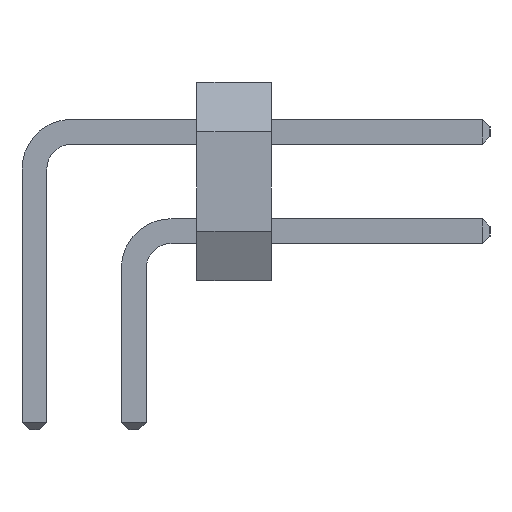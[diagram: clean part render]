
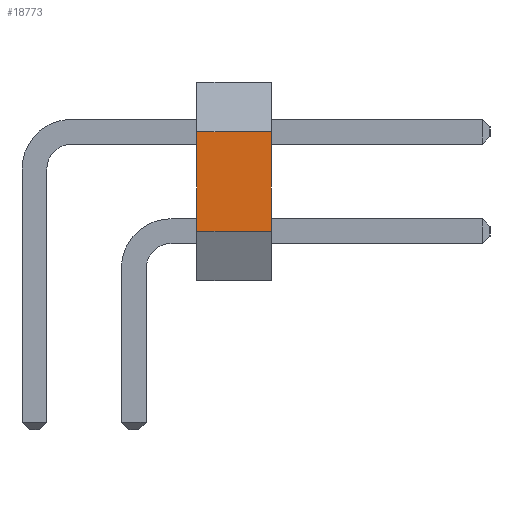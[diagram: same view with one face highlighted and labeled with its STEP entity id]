
A CAD part, left-side view. The second image highlights one B-rep face of the part: STEP entity #18773.
In plain terms, the highlighted planar face has unit normal (-1, 0, 0).
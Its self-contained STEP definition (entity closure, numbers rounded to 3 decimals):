
#18668 = PLANE('',#18669);
#18669 = AXIS2_PLACEMENT_3D('',#18670,#18671,#18672);
#18670 = CARTESIAN_POINT('',(-0.25,0.,0.));
#18671 = DIRECTION('',(0.894,0.,0.447));
#18672 = DIRECTION('',(-0.447,0.,0.894));
#18693 = VERTEX_POINT('',#18694);
#18694 = CARTESIAN_POINT('',(-0.75,1.5,1.));
#18708 = PLANE('',#18709);
#18709 = AXIS2_PLACEMENT_3D('',#18710,#18711,#18712);
#18710 = CARTESIAN_POINT('',(-0.25,1.5,0.));
#18711 = DIRECTION('',(0.,-1.,0.));
#18712 = DIRECTION('',(0.,0.,-1.));
#18720 = EDGE_CURVE('',#18721,#18693,#18723,.T.);
#18721 = VERTEX_POINT('',#18722);
#18722 = CARTESIAN_POINT('',(-0.75,0.,1.));
#18723 = SURFACE_CURVE('',#18724,(#18728,#18735),.PCURVE_S1.);
#18724 = LINE('',#18725,#18726);
#18725 = CARTESIAN_POINT('',(-0.75,0.,1.));
#18726 = VECTOR('',#18727,1.);
#18727 = DIRECTION('',(0.,1.,0.));
#18728 = PCURVE('',#18668,#18729);
#18729 = DEFINITIONAL_REPRESENTATION('',(#18730),#18734);
#18730 = LINE('',#18731,#18732);
#18731 = CARTESIAN_POINT('',(1.118,0.));
#18732 = VECTOR('',#18733,1.);
#18733 = DIRECTION('',(0.,-1.));
#18734 = ( GEOMETRIC_REPRESENTATION_CONTEXT(2) 
PARAMETRIC_REPRESENTATION_CONTEXT() REPRESENTATION_CONTEXT('2D SPACE',''
  ) );
#18735 = PCURVE('',#18736,#18741);
#18736 = PLANE('',#18737);
#18737 = AXIS2_PLACEMENT_3D('',#18738,#18739,#18740);
#18738 = CARTESIAN_POINT('',(-0.75,0.,1.));
#18739 = DIRECTION('',(1.,0.,0.));
#18740 = DIRECTION('',(0.,0.,1.));
#18741 = DEFINITIONAL_REPRESENTATION('',(#18742),#18746);
#18742 = LINE('',#18743,#18744);
#18743 = CARTESIAN_POINT('',(0.,0.));
#18744 = VECTOR('',#18745,1.);
#18745 = DIRECTION('',(0.,-1.));
#18746 = ( GEOMETRIC_REPRESENTATION_CONTEXT(2) 
PARAMETRIC_REPRESENTATION_CONTEXT() REPRESENTATION_CONTEXT('2D SPACE',''
  ) );
#18762 = PLANE('',#18763);
#18763 = AXIS2_PLACEMENT_3D('',#18764,#18765,#18766);
#18764 = CARTESIAN_POINT('',(-0.25,0.,0.));
#18765 = DIRECTION('',(0.,-1.,0.));
#18766 = DIRECTION('',(0.,0.,-1.));
#18773 = ADVANCED_FACE('',(#18774),#18736,.F.);
#18774 = FACE_BOUND('',#18775,.F.);
#18775 = EDGE_LOOP('',(#18776,#18777,#18800,#18828));
#18776 = ORIENTED_EDGE('',*,*,#18720,.T.);
#18777 = ORIENTED_EDGE('',*,*,#18778,.T.);
#18778 = EDGE_CURVE('',#18693,#18779,#18781,.T.);
#18779 = VERTEX_POINT('',#18780);
#18780 = CARTESIAN_POINT('',(-0.75,1.5,3.));
#18781 = SURFACE_CURVE('',#18782,(#18786,#18793),.PCURVE_S1.);
#18782 = LINE('',#18783,#18784);
#18783 = CARTESIAN_POINT('',(-0.75,1.5,1.));
#18784 = VECTOR('',#18785,1.);
#18785 = DIRECTION('',(0.,0.,1.));
#18786 = PCURVE('',#18736,#18787);
#18787 = DEFINITIONAL_REPRESENTATION('',(#18788),#18792);
#18788 = LINE('',#18789,#18790);
#18789 = CARTESIAN_POINT('',(0.,-1.5));
#18790 = VECTOR('',#18791,1.);
#18791 = DIRECTION('',(1.,0.));
#18792 = ( GEOMETRIC_REPRESENTATION_CONTEXT(2) 
PARAMETRIC_REPRESENTATION_CONTEXT() REPRESENTATION_CONTEXT('2D SPACE',''
  ) );
#18793 = PCURVE('',#18708,#18794);
#18794 = DEFINITIONAL_REPRESENTATION('',(#18795),#18799);
#18795 = LINE('',#18796,#18797);
#18796 = CARTESIAN_POINT('',(-1.,-0.5));
#18797 = VECTOR('',#18798,1.);
#18798 = DIRECTION('',(-1.,0.));
#18799 = ( GEOMETRIC_REPRESENTATION_CONTEXT(2) 
PARAMETRIC_REPRESENTATION_CONTEXT() REPRESENTATION_CONTEXT('2D SPACE',''
  ) );
#18800 = ORIENTED_EDGE('',*,*,#18801,.F.);
#18801 = EDGE_CURVE('',#18802,#18779,#18804,.T.);
#18802 = VERTEX_POINT('',#18803);
#18803 = CARTESIAN_POINT('',(-0.75,0.,3.));
#18804 = SURFACE_CURVE('',#18805,(#18809,#18816),.PCURVE_S1.);
#18805 = LINE('',#18806,#18807);
#18806 = CARTESIAN_POINT('',(-0.75,0.,3.));
#18807 = VECTOR('',#18808,1.);
#18808 = DIRECTION('',(0.,1.,0.));
#18809 = PCURVE('',#18736,#18810);
#18810 = DEFINITIONAL_REPRESENTATION('',(#18811),#18815);
#18811 = LINE('',#18812,#18813);
#18812 = CARTESIAN_POINT('',(2.,0.));
#18813 = VECTOR('',#18814,1.);
#18814 = DIRECTION('',(0.,-1.));
#18815 = ( GEOMETRIC_REPRESENTATION_CONTEXT(2) 
PARAMETRIC_REPRESENTATION_CONTEXT() REPRESENTATION_CONTEXT('2D SPACE',''
  ) );
#18816 = PCURVE('',#18817,#18822);
#18817 = PLANE('',#18818);
#18818 = AXIS2_PLACEMENT_3D('',#18819,#18820,#18821);
#18819 = CARTESIAN_POINT('',(-0.75,0.,3.));
#18820 = DIRECTION('',(0.894,0.,-0.447));
#18821 = DIRECTION('',(0.447,0.,0.894));
#18822 = DEFINITIONAL_REPRESENTATION('',(#18823),#18827);
#18823 = LINE('',#18824,#18825);
#18824 = CARTESIAN_POINT('',(0.,0.));
#18825 = VECTOR('',#18826,1.);
#18826 = DIRECTION('',(0.,-1.));
#18827 = ( GEOMETRIC_REPRESENTATION_CONTEXT(2) 
PARAMETRIC_REPRESENTATION_CONTEXT() REPRESENTATION_CONTEXT('2D SPACE',''
  ) );
#18828 = ORIENTED_EDGE('',*,*,#18829,.F.);
#18829 = EDGE_CURVE('',#18721,#18802,#18830,.T.);
#18830 = SURFACE_CURVE('',#18831,(#18835,#18842),.PCURVE_S1.);
#18831 = LINE('',#18832,#18833);
#18832 = CARTESIAN_POINT('',(-0.75,0.,1.));
#18833 = VECTOR('',#18834,1.);
#18834 = DIRECTION('',(0.,0.,1.));
#18835 = PCURVE('',#18736,#18836);
#18836 = DEFINITIONAL_REPRESENTATION('',(#18837),#18841);
#18837 = LINE('',#18838,#18839);
#18838 = CARTESIAN_POINT('',(0.,0.));
#18839 = VECTOR('',#18840,1.);
#18840 = DIRECTION('',(1.,0.));
#18841 = ( GEOMETRIC_REPRESENTATION_CONTEXT(2) 
PARAMETRIC_REPRESENTATION_CONTEXT() REPRESENTATION_CONTEXT('2D SPACE',''
  ) );
#18842 = PCURVE('',#18762,#18843);
#18843 = DEFINITIONAL_REPRESENTATION('',(#18844),#18848);
#18844 = LINE('',#18845,#18846);
#18845 = CARTESIAN_POINT('',(-1.,-0.5));
#18846 = VECTOR('',#18847,1.);
#18847 = DIRECTION('',(-1.,0.));
#18848 = ( GEOMETRIC_REPRESENTATION_CONTEXT(2) 
PARAMETRIC_REPRESENTATION_CONTEXT() REPRESENTATION_CONTEXT('2D SPACE',''
  ) );
